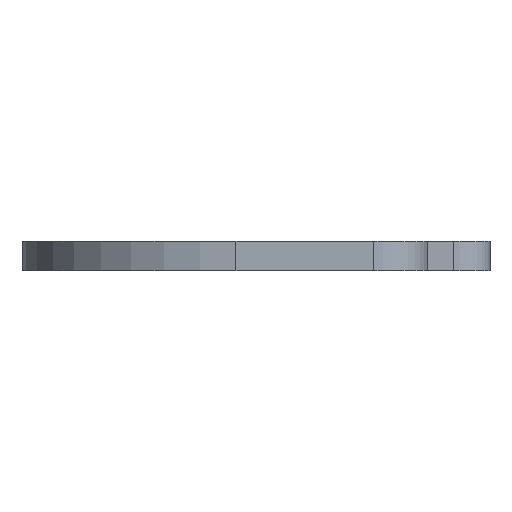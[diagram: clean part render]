
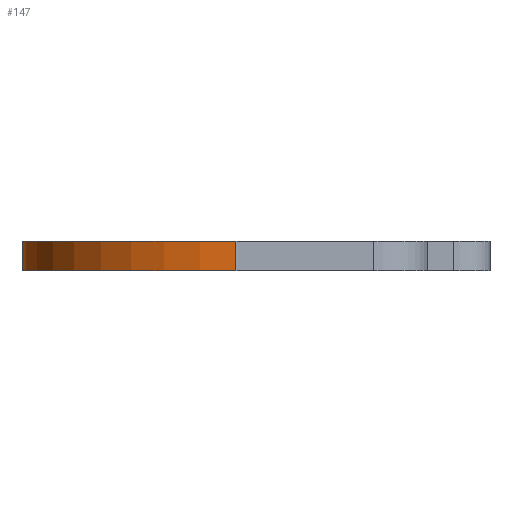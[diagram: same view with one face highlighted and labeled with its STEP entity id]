
A CAD part, left-side view. The second image highlights one B-rep face of the part: STEP entity #147.
In plain terms, the highlighted cylindrical face has radius 5.9 mm (diameter 11.8 mm), a partial arc.
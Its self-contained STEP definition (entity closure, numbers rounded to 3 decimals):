
#21 = EDGE_CURVE('',#22,#24,#26,.T.);
#22 = VERTEX_POINT('',#23);
#23 = CARTESIAN_POINT('',(-6.569,35.305,266.));
#24 = VERTEX_POINT('',#25);
#25 = CARTESIAN_POINT('',(-6.569,35.305,266.8));
#26 = SURFACE_CURVE('',#27,(#31,#43),.PCURVE_S1.);
#27 = LINE('',#28,#29);
#28 = CARTESIAN_POINT('',(-6.569,35.305,266.));
#29 = VECTOR('',#30,1.);
#30 = DIRECTION('',(0.,0.,1.));
#31 = PCURVE('',#32,#37);
#32 = CYLINDRICAL_SURFACE('',#33,0.5);
#33 = AXIS2_PLACEMENT_3D('',#34,#35,#36);
#34 = CARTESIAN_POINT('',(-6.108,35.5,266.));
#35 = DIRECTION('',(0.,0.,-1.));
#36 = DIRECTION('',(1.,0.,0.));
#37 = DEFINITIONAL_REPRESENTATION('',(#38),#42);
#38 = LINE('',#39,#40);
#39 = CARTESIAN_POINT('',(-3.543,0.));
#40 = VECTOR('',#41,1.);
#41 = DIRECTION('',(-0.,-1.));
#42 = ( GEOMETRIC_REPRESENTATION_CONTEXT(2) 
PARAMETRIC_REPRESENTATION_CONTEXT() REPRESENTATION_CONTEXT('2D SPACE',''
  ) );
#43 = PCURVE('',#44,#49);
#44 = CYLINDRICAL_SURFACE('',#45,5.9);
#45 = AXIS2_PLACEMENT_3D('',#46,#47,#48);
#46 = CARTESIAN_POINT('',(-12.,33.,266.));
#47 = DIRECTION('',(0.,0.,-1.));
#48 = DIRECTION('',(1.,0.,0.));
#49 = DEFINITIONAL_REPRESENTATION('',(#50),#54);
#50 = LINE('',#51,#52);
#51 = CARTESIAN_POINT('',(-0.401,0.));
#52 = VECTOR('',#53,1.);
#53 = DIRECTION('',(-0.,-1.));
#54 = ( GEOMETRIC_REPRESENTATION_CONTEXT(2) 
PARAMETRIC_REPRESENTATION_CONTEXT() REPRESENTATION_CONTEXT('2D SPACE',''
  ) );
#73 = PLANE('',#74);
#74 = AXIS2_PLACEMENT_3D('',#75,#76,#77);
#75 = CARTESIAN_POINT('',(0.,32.47,266.8));
#76 = DIRECTION('',(0.,0.,-1.));
#77 = DIRECTION('',(0.,1.,0.));
#132 = PLANE('',#133);
#133 = AXIS2_PLACEMENT_3D('',#134,#135,#136);
#134 = CARTESIAN_POINT('',(0.,32.47,266.));
#135 = DIRECTION('',(0.,0.,-1.));
#136 = DIRECTION('',(0.,1.,0.));
#147 = ADVANCED_FACE('',(#148),#44,.T.);
#148 = FACE_BOUND('',#149,.F.);
#149 = EDGE_LOOP('',(#150,#151,#179,#207));
#150 = ORIENTED_EDGE('',*,*,#21,.T.);
#151 = ORIENTED_EDGE('',*,*,#152,.T.);
#152 = EDGE_CURVE('',#24,#153,#155,.T.);
#153 = VERTEX_POINT('',#154);
#154 = CARTESIAN_POINT('',(-17.9,33.,266.8));
#155 = SURFACE_CURVE('',#156,(#161,#168),.PCURVE_S1.);
#156 = CIRCLE('',#157,5.9);
#157 = AXIS2_PLACEMENT_3D('',#158,#159,#160);
#158 = CARTESIAN_POINT('',(-12.,33.,266.8));
#159 = DIRECTION('',(-0.,0.,1.));
#160 = DIRECTION('',(1.,0.,0.));
#161 = PCURVE('',#44,#162);
#162 = DEFINITIONAL_REPRESENTATION('',(#163),#167);
#163 = LINE('',#164,#165);
#164 = CARTESIAN_POINT('',(-0.,-0.8));
#165 = VECTOR('',#166,1.);
#166 = DIRECTION('',(-1.,0.));
#167 = ( GEOMETRIC_REPRESENTATION_CONTEXT(2) 
PARAMETRIC_REPRESENTATION_CONTEXT() REPRESENTATION_CONTEXT('2D SPACE',''
  ) );
#168 = PCURVE('',#73,#169);
#169 = DEFINITIONAL_REPRESENTATION('',(#170),#178);
#170 = ( BOUNDED_CURVE() B_SPLINE_CURVE(2,(#171,#172,#173,#174,#175,#176
,#177),.UNSPECIFIED.,.T.,.F.) B_SPLINE_CURVE_WITH_KNOTS((1,2,2,2,2,1),(
    -2.094,0.,2.094,4.189,6.283,
8.378),.UNSPECIFIED.) CURVE() GEOMETRIC_REPRESENTATION_ITEM() 
RATIONAL_B_SPLINE_CURVE((1.,0.5,1.,0.5,1.,0.5,1.)) REPRESENTATION_ITEM(
  '') );
#171 = CARTESIAN_POINT('',(0.53,-6.1));
#172 = CARTESIAN_POINT('',(10.749,-6.1));
#173 = CARTESIAN_POINT('',(5.639,-14.95));
#174 = CARTESIAN_POINT('',(0.53,-23.8));
#175 = CARTESIAN_POINT('',(-4.58,-14.95));
#176 = CARTESIAN_POINT('',(-9.689,-6.1));
#177 = CARTESIAN_POINT('',(0.53,-6.1));
#178 = ( GEOMETRIC_REPRESENTATION_CONTEXT(2) 
PARAMETRIC_REPRESENTATION_CONTEXT() REPRESENTATION_CONTEXT('2D SPACE',''
  ) );
#179 = ORIENTED_EDGE('',*,*,#180,.F.);
#180 = EDGE_CURVE('',#181,#153,#183,.T.);
#181 = VERTEX_POINT('',#182);
#182 = CARTESIAN_POINT('',(-17.9,33.,266.));
#183 = SURFACE_CURVE('',#184,(#188,#195),.PCURVE_S1.);
#184 = LINE('',#185,#186);
#185 = CARTESIAN_POINT('',(-17.9,33.,266.));
#186 = VECTOR('',#187,1.);
#187 = DIRECTION('',(0.,0.,1.));
#188 = PCURVE('',#44,#189);
#189 = DEFINITIONAL_REPRESENTATION('',(#190),#194);
#190 = LINE('',#191,#192);
#191 = CARTESIAN_POINT('',(-3.142,0.));
#192 = VECTOR('',#193,1.);
#193 = DIRECTION('',(-0.,-1.));
#194 = ( GEOMETRIC_REPRESENTATION_CONTEXT(2) 
PARAMETRIC_REPRESENTATION_CONTEXT() REPRESENTATION_CONTEXT('2D SPACE',''
  ) );
#195 = PCURVE('',#196,#201);
#196 = PLANE('',#197);
#197 = AXIS2_PLACEMENT_3D('',#198,#199,#200);
#198 = CARTESIAN_POINT('',(-17.9,33.,266.));
#199 = DIRECTION('',(1.,0.,-0.));
#200 = DIRECTION('',(0.,-1.,0.));
#201 = DEFINITIONAL_REPRESENTATION('',(#202),#206);
#202 = LINE('',#203,#204);
#203 = CARTESIAN_POINT('',(0.,0.));
#204 = VECTOR('',#205,1.);
#205 = DIRECTION('',(0.,-1.));
#206 = ( GEOMETRIC_REPRESENTATION_CONTEXT(2) 
PARAMETRIC_REPRESENTATION_CONTEXT() REPRESENTATION_CONTEXT('2D SPACE',''
  ) );
#207 = ORIENTED_EDGE('',*,*,#208,.F.);
#208 = EDGE_CURVE('',#22,#181,#209,.T.);
#209 = SURFACE_CURVE('',#210,(#215,#222),.PCURVE_S1.);
#210 = CIRCLE('',#211,5.9);
#211 = AXIS2_PLACEMENT_3D('',#212,#213,#214);
#212 = CARTESIAN_POINT('',(-12.,33.,266.));
#213 = DIRECTION('',(-0.,0.,1.));
#214 = DIRECTION('',(1.,0.,0.));
#215 = PCURVE('',#44,#216);
#216 = DEFINITIONAL_REPRESENTATION('',(#217),#221);
#217 = LINE('',#218,#219);
#218 = CARTESIAN_POINT('',(-0.,0.));
#219 = VECTOR('',#220,1.);
#220 = DIRECTION('',(-1.,0.));
#221 = ( GEOMETRIC_REPRESENTATION_CONTEXT(2) 
PARAMETRIC_REPRESENTATION_CONTEXT() REPRESENTATION_CONTEXT('2D SPACE',''
  ) );
#222 = PCURVE('',#132,#223);
#223 = DEFINITIONAL_REPRESENTATION('',(#224),#232);
#224 = ( BOUNDED_CURVE() B_SPLINE_CURVE(2,(#225,#226,#227,#228,#229,#230
,#231),.UNSPECIFIED.,.T.,.F.) B_SPLINE_CURVE_WITH_KNOTS((1,2,2,2,2,1),(
    -2.094,0.,2.094,4.189,6.283,
8.378),.UNSPECIFIED.) CURVE() GEOMETRIC_REPRESENTATION_ITEM() 
RATIONAL_B_SPLINE_CURVE((1.,0.5,1.,0.5,1.,0.5,1.)) REPRESENTATION_ITEM(
  '') );
#225 = CARTESIAN_POINT('',(0.53,-6.1));
#226 = CARTESIAN_POINT('',(10.749,-6.1));
#227 = CARTESIAN_POINT('',(5.639,-14.95));
#228 = CARTESIAN_POINT('',(0.53,-23.8));
#229 = CARTESIAN_POINT('',(-4.58,-14.95));
#230 = CARTESIAN_POINT('',(-9.689,-6.1));
#231 = CARTESIAN_POINT('',(0.53,-6.1));
#232 = ( GEOMETRIC_REPRESENTATION_CONTEXT(2) 
PARAMETRIC_REPRESENTATION_CONTEXT() REPRESENTATION_CONTEXT('2D SPACE',''
  ) );
